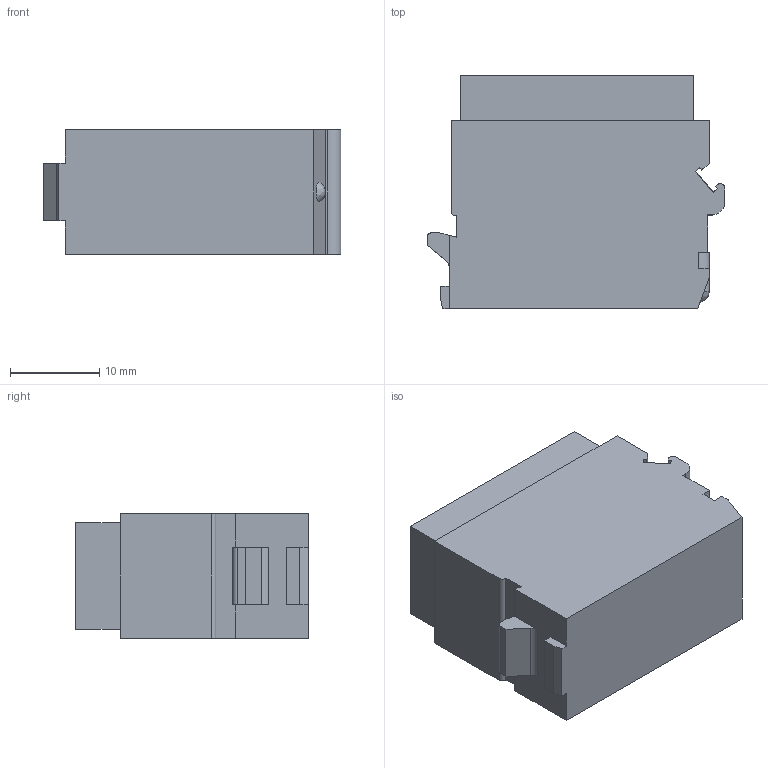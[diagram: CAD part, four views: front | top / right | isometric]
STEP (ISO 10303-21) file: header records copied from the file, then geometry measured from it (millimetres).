
FILE_DESCRIPTION((''),'2;1');
FILE_NAME('00177760104','2020-09-01T',('presta_be4'),(''),'CREO PARAMETRIC BY PTC INC, 2018360','CREO PARAMETRIC BY PTC INC, 2018360','');
FILE_SCHEMA(('CONFIG_CONTROL_DESIGN'));
Products named in the file (1): 00177760104
Bounding box: 33.45 x 26.17 x 14 mm (x, y, z)
Volume: 6643.2 mm3; surface area: 10582.1 mm2
Topology: 19 solids, 19 shells, 3395 faces, 8570 edges, 5280 vertices
Faces by surface type: plane 1859, cylinder 940, torus 306, cone 205, bspline 77, sphere 8
Entity records: 108025 total; most frequent: CARTESIAN_POINT 26749, DIRECTION 17190, ORIENTED_EDGE 17084, EDGE_CURVE 8542, AXIS2_PLACEMENT_3D 6491, VERTEX_POINT 5280, VECTOR 4208, LINE 4208
